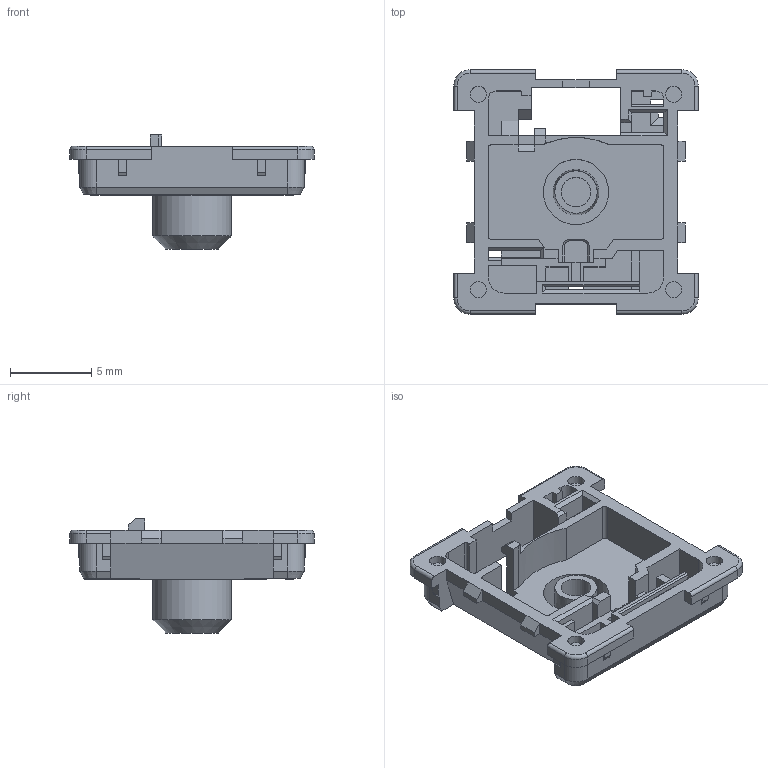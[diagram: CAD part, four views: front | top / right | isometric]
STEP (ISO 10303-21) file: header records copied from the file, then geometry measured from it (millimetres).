
FILE_DESCRIPTION(('FreeCAD Model'),'2;1');
FILE_NAME('Open CASCADE Shape Model','2024-08-12T16:47:41',(''),(''), 'Open CASCADE STEP processor 7.6','FreeCAD','Unknown');
FILE_SCHEMA(('AUTOMOTIVE_DESIGN { 1 0 10303 214 1 1 1 1 }'));
Length unit declared in the file: millimetre
Products named in the file (1): bottom
Bounding box: 15 x 15 x 7 mm (x, y, z)
Volume: 261 mm3; surface area: 947.6 mm2
Topology: 1 solids, 1 shells, 302 faces, 827 edges, 535 vertices
Faces by surface type: plane 243, cylinder 47, cone 8, torus 4
Full cylindrical faces by diameter (mm): 0.5 x4, 1 x4, 1.8 x1, 2.8 x1, 4 x1, 4.8 x1
Entity records: 9440 total; most frequent: CARTESIAN_POINT 1673, ORIENTED_EDGE 1654, DIRECTION 1532, EDGE_CURVE 827, LINE 712, VECTOR 712, VERTEX_POINT 535, AXIS2_PLACEMENT_3D 410
